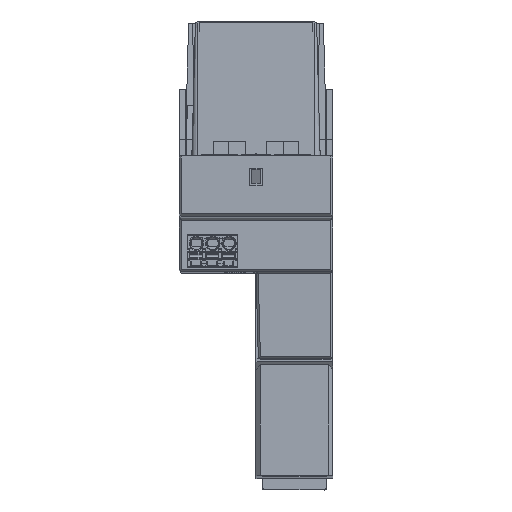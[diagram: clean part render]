
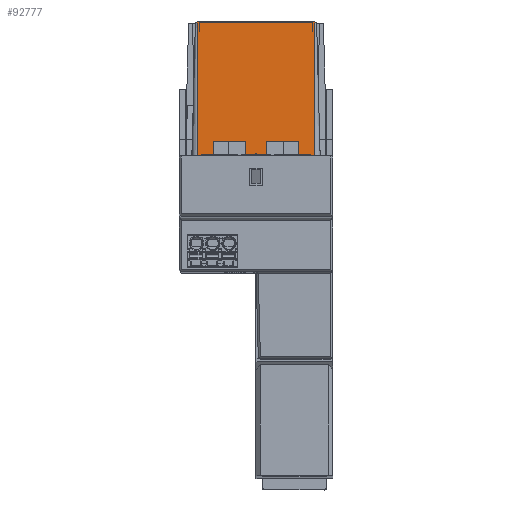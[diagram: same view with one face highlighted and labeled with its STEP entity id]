
A CAD part, top view. The second image highlights one B-rep face of the part: STEP entity #92777.
In plain terms, the highlighted face is planar.
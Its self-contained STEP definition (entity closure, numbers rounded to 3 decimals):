
#46314=DIRECTION('',(-0.026,1.,0.));
#46315=VECTOR('',#46314,31.411);
#46316=CARTESIAN_POINT('',(-109.05,-58.4,13.8));
#46317=LINE('',#46316,#46315);
#46386=DIRECTION('',(0.,0.,1.));
#46387=VECTOR('',#46386,27.6);
#46388=CARTESIAN_POINT('',(-109.05,-58.4,-13.8));
#46389=LINE('',#46388,#46387);
#46526=DIRECTION('',(0.026,-1.,0.));
#46527=VECTOR('',#46526,3.501);
#46528=CARTESIAN_POINT('',(-109.873,-27.,9.9));
#46529=LINE('',#46528,#46527);
#46554=DIRECTION('',(0.,0.,1.));
#46555=VECTOR('',#46554,3.9);
#46556=CARTESIAN_POINT('',(-109.873,-27.,-13.8));
#46557=LINE('',#46556,#46555);
#46561=DIRECTION('',(0.,0.,1.));
#46562=VECTOR('',#46561,7.4);
#46563=CARTESIAN_POINT('',(-109.781,-30.5,-9.9));
#46564=LINE('',#46563,#46562);
#46568=DIRECTION('',(0.,0.,1.));
#46569=VECTOR('',#46568,5.);
#46570=CARTESIAN_POINT('',(-109.873,-27.,-2.5));
#46571=LINE('',#46570,#46569);
#46575=DIRECTION('',(0.,0.,1.));
#46576=VECTOR('',#46575,7.4);
#46577=CARTESIAN_POINT('',(-109.781,-30.5,2.5));
#46578=LINE('',#46577,#46576);
#46582=DIRECTION('',(0.,0.,1.));
#46583=VECTOR('',#46582,3.9);
#46584=CARTESIAN_POINT('',(-109.873,-27.,9.9));
#46585=LINE('',#46584,#46583);
#46589=DIRECTION('',(0.026,-1.,0.));
#46590=VECTOR('',#46589,31.411);
#46591=CARTESIAN_POINT('',(-109.873,-27.,-13.8));
#46592=LINE('',#46591,#46590);
#46694=DIRECTION('',(-0.026,1.,0.));
#46695=VECTOR('',#46694,3.501);
#46696=CARTESIAN_POINT('',(-109.781,-30.5,-9.9));
#46697=LINE('',#46696,#46695);
#46736=DIRECTION('',(0.026,-1.,0.));
#46737=VECTOR('',#46736,3.501);
#46738=CARTESIAN_POINT('',(-109.873,-27.,-2.5));
#46739=LINE('',#46738,#46737);
#46792=DIRECTION('',(-0.026,1.,0.));
#46793=VECTOR('',#46792,3.501);
#46794=CARTESIAN_POINT('',(-109.781,-30.5,2.5));
#46795=LINE('',#46794,#46793);
#61688=CARTESIAN_POINT('',(-109.873,-27.,13.8));
#61689=VERTEX_POINT('',#61688);
#61690=CARTESIAN_POINT('',(-109.873,-27.,9.9));
#61691=VERTEX_POINT('',#61690);
#61696=CARTESIAN_POINT('',(-109.873,-27.,2.5));
#61697=VERTEX_POINT('',#61696);
#61698=CARTESIAN_POINT('',(-109.873,-27.,-2.5));
#61699=VERTEX_POINT('',#61698);
#61704=CARTESIAN_POINT('',(-109.873,-27.,-9.9));
#61705=VERTEX_POINT('',#61704);
#61706=CARTESIAN_POINT('',(-109.873,-27.,-13.8));
#61707=VERTEX_POINT('',#61706);
#61912=CARTESIAN_POINT('',(-109.05,-58.4,13.8));
#61913=VERTEX_POINT('',#61912);
#61926=CARTESIAN_POINT('',(-109.05,-58.4,-13.8));
#61927=VERTEX_POINT('',#61926);
#61936=CARTESIAN_POINT('',(-109.781,-30.5,9.9));
#61937=VERTEX_POINT('',#61936);
#61938=CARTESIAN_POINT('',(-109.781,-30.5,2.5));
#61939=VERTEX_POINT('',#61938);
#61940=CARTESIAN_POINT('',(-109.781,-30.5,-9.9));
#61941=VERTEX_POINT('',#61940);
#61942=CARTESIAN_POINT('',(-109.781,-30.5,-2.5));
#61943=VERTEX_POINT('',#61942);
#92753=CARTESIAN_POINT('',(-109.65,-35.5,15.812));
#92754=DIRECTION('',(-1.,-0.026,0.));
#92755=DIRECTION('',(0.,0.,-1.));
#92756=AXIS2_PLACEMENT_3D('',#92753,#92754,#92755);
#92757=PLANE('',#92756);
#92758=ORIENTED_EDGE('',*,*,#92561,.F.);
#92759=ORIENTED_EDGE('',*,*,#92595,.F.);
#92761=ORIENTED_EDGE('',*,*,#92760,.F.);
#92762=ORIENTED_EDGE('',*,*,#90826,.T.);
#92764=ORIENTED_EDGE('',*,*,#92763,.F.);
#92766=ORIENTED_EDGE('',*,*,#92765,.T.);
#92768=ORIENTED_EDGE('',*,*,#92767,.F.);
#92769=ORIENTED_EDGE('',*,*,#90818,.T.);
#92771=ORIENTED_EDGE('',*,*,#92770,.F.);
#92772=ORIENTED_EDGE('',*,*,#92713,.T.);
#92773=ORIENTED_EDGE('',*,*,#92733,.F.);
#92774=ORIENTED_EDGE('',*,*,#90810,.T.);
#92775=EDGE_LOOP('',(#92758,#92759,#92761,#92762,#92764,#92766,#92768,#92769,
#92771,#92772,#92773,#92774));
#92776=FACE_OUTER_BOUND('',#92775,.F.);
#90810=EDGE_CURVE('',#61691,#61689,#46585,.T.);
#90818=EDGE_CURVE('',#61699,#61697,#46571,.T.);
#90826=EDGE_CURVE('',#61707,#61705,#46557,.T.);
#92561=EDGE_CURVE('',#61913,#61689,#46317,.T.);
#92595=EDGE_CURVE('',#61927,#61913,#46389,.T.);
#92713=EDGE_CURVE('',#61939,#61937,#46578,.T.);
#92733=EDGE_CURVE('',#61691,#61937,#46529,.T.);
#92760=EDGE_CURVE('',#61707,#61927,#46592,.T.);
#92763=EDGE_CURVE('',#61941,#61705,#46697,.T.);
#92765=EDGE_CURVE('',#61941,#61943,#46564,.T.);
#92767=EDGE_CURVE('',#61699,#61943,#46739,.T.);
#92770=EDGE_CURVE('',#61939,#61697,#46795,.T.);
#92777=ADVANCED_FACE('',(#92776),#92757,.T.);
